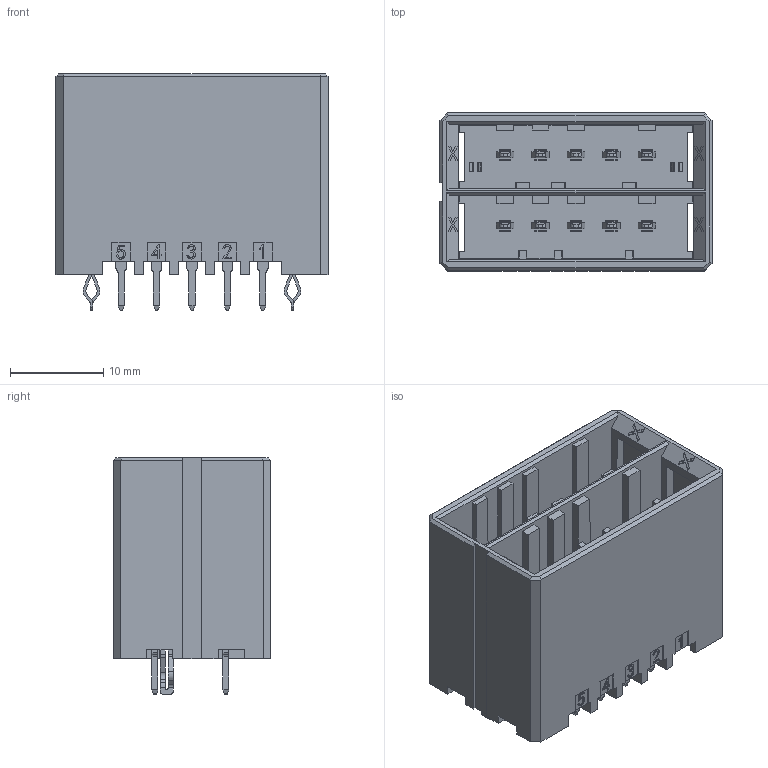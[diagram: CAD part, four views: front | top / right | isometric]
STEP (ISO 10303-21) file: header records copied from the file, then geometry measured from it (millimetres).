
FILE_DESCRIPTION( ('This file contains a STEP AP42 implementation' ,'as created by ZW3D STEP Interface translator.') ,'2;1' );
FILE_NAME( 'WD3811-2WS05XXBAXX.stp' ,'2312 9.17 325', (''), ('ZWCAD Software Co.'), 'Version 1.0', 'ZW3D to STEP translator', '' );
FILE_SCHEMA(('AUTOMOTIVE_DESIGN { 1 0 10303 214 1 1 1 1 }'));
Length unit declared in the file: millimetre
Products named in the file (2): 0; WD3811-2WS05XXBAXX
Bounding box: 29.24 x 16.97 x 25.4 mm (x, y, z)
Volume: 3779.1 mm3; surface area: 7115.3 mm2
Topology: 1 solids, 1 shells, 937 faces, 2616 edges, 1740 vertices
Faces by surface type: plane 774, cylinder 142, bspline 21
Entity records: 31093 total; most frequent: CARTESIAN_POINT 6099, ORIENTED_EDGE 5232, DIRECTION 4516, EDGE_CURVE 2616, VECTOR 2194, LINE 2194, VERTEX_POINT 1740, AXIS2_PLACEMENT_3D 1161
